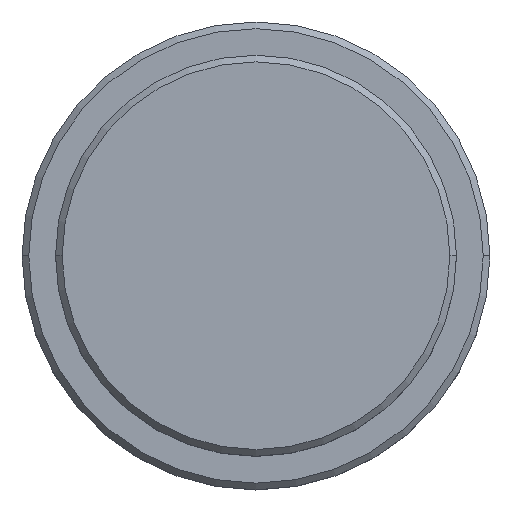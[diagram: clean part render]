
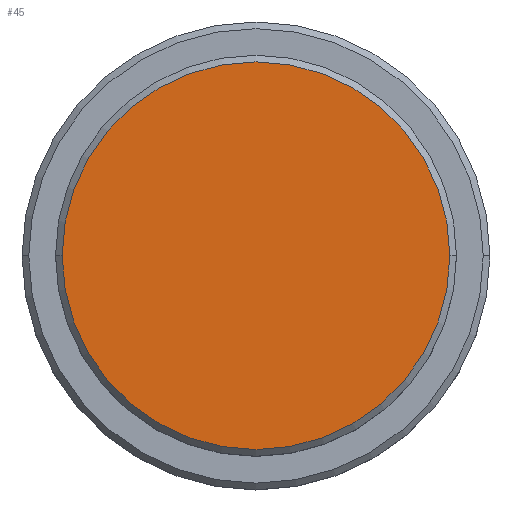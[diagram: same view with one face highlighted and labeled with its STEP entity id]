
A CAD part, top view. The second image highlights one B-rep face of the part: STEP entity #45.
In plain terms, the highlighted planar face has unit normal (0, 0, 1).
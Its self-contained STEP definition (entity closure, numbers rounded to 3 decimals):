
#45 = ADVANCED_FACE ( 'NONE', ( #716 ), #601, .T. ) ;
#46 = EDGE_CURVE ( 'NONE', #1147, #821, #98, .T. ) ;
#67 = DIRECTION ( 'NONE',  ( 1., 0., 0. ) ) ;
#98 = CIRCLE ( 'NONE', #878, 14.5 ) ;
#254 = DIRECTION ( 'NONE',  ( 0., 0., 1. ) ) ;
#260 = CARTESIAN_POINT ( 'NONE',  ( 0., 0., 0. ) ) ;
#410 = EDGE_CURVE ( 'NONE', #821, #1147, #725, .T. ) ;
#473 = AXIS2_PLACEMENT_3D ( 'NONE', #737, #1376, #841 ) ;
#551 = EDGE_LOOP ( 'NONE', ( #1104, #1306 ) ) ;
#593 = CARTESIAN_POINT ( 'NONE',  ( 14.5, 0., 0. ) ) ;
#601 = PLANE ( 'NONE',  #1197 ) ;
#716 = FACE_OUTER_BOUND ( 'NONE', #551, .T. ) ;
#725 = CIRCLE ( 'NONE', #473, 14.5 ) ;
#737 = CARTESIAN_POINT ( 'NONE',  ( 0., 0., 0. ) ) ;
#821 = VERTEX_POINT ( 'NONE', #593 ) ;
#841 = DIRECTION ( 'NONE',  ( 1., 0., 0. ) ) ;
#878 = AXIS2_PLACEMENT_3D ( 'NONE', #1031, #1353, #1036 ) ;
#1031 = CARTESIAN_POINT ( 'NONE',  ( 0., 0., 0. ) ) ;
#1036 = DIRECTION ( 'NONE',  ( 1., 0., 0. ) ) ;
#1074 = CARTESIAN_POINT ( 'NONE',  ( -14.5, 0., 0. ) ) ;
#1104 = ORIENTED_EDGE ( 'NONE', *, *, #46, .T. ) ;
#1147 = VERTEX_POINT ( 'NONE', #1074 ) ;
#1197 = AXIS2_PLACEMENT_3D ( 'NONE', #260, #254, #67 ) ;
#1306 = ORIENTED_EDGE ( 'NONE', *, *, #410, .T. ) ;
#1353 = DIRECTION ( 'NONE',  ( 0., 0., 1. ) ) ;
#1376 = DIRECTION ( 'NONE',  ( 0., 0., 1. ) ) ;
